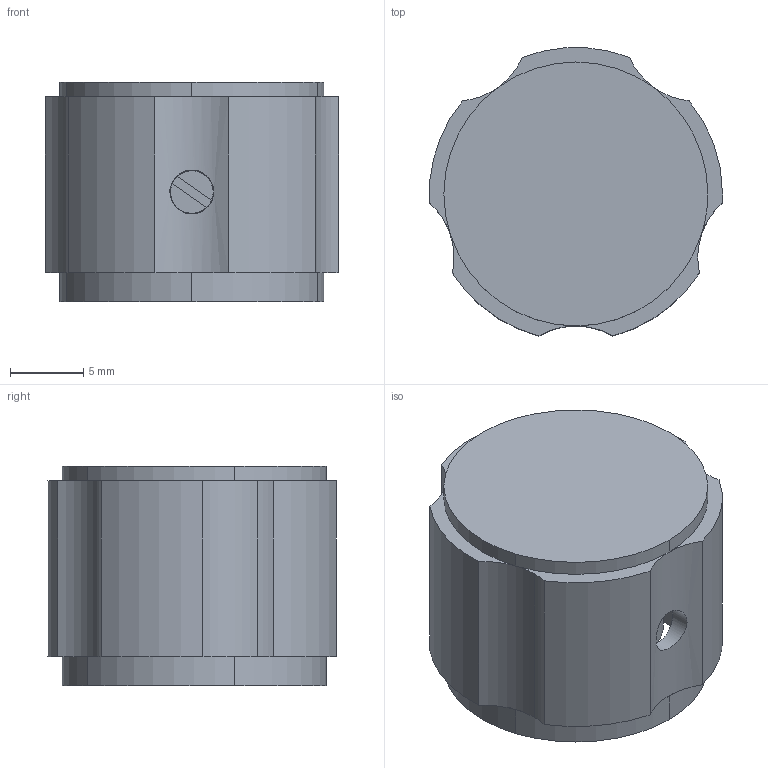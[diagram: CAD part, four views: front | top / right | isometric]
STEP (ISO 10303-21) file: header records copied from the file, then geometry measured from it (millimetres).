
FILE_DESCRIPTION(('FreeCAD Model'),'2;1');
FILE_NAME('Al-knob_20x15mm_detents_lockscrew.step','2020-05-11T06:24:08',('Author'),(''), 'Open CASCADE STEP processor 6.9','FreeCAD','Unknown');
FILE_SCHEMA(('AUTOMOTIVE_DESIGN_CC2 { 1 2 10303 214 -1 1 5 4 }'));
Length unit declared in the file: millimetre
Products named in the file (1): Al-knob_20x15mm_w_detents_&_lock-screw
Bounding box: 19.98 x 19.65 x 15 mm (x, y, z)
Volume: 2577.1 mm3; surface area: 2699.4 mm2
Topology: 1 solids, 1 shells, 53 faces, 115 edges, 70 vertices
Faces by surface type: cylinder 31, plane 22
Full cylindrical faces by diameter (mm): 2.9 x2, 3 x2, 6 x1, 12 x1, 16 x1
Entity records: 4298 total; most frequent: CARTESIAN_POINT 1918, DIRECTION 461, ORIENTED_EDGE 230, PCURVE 230, DEFINITIONAL_REPRESENTATION 230, LINE 141, VECTOR 141, CIRCLE 140
